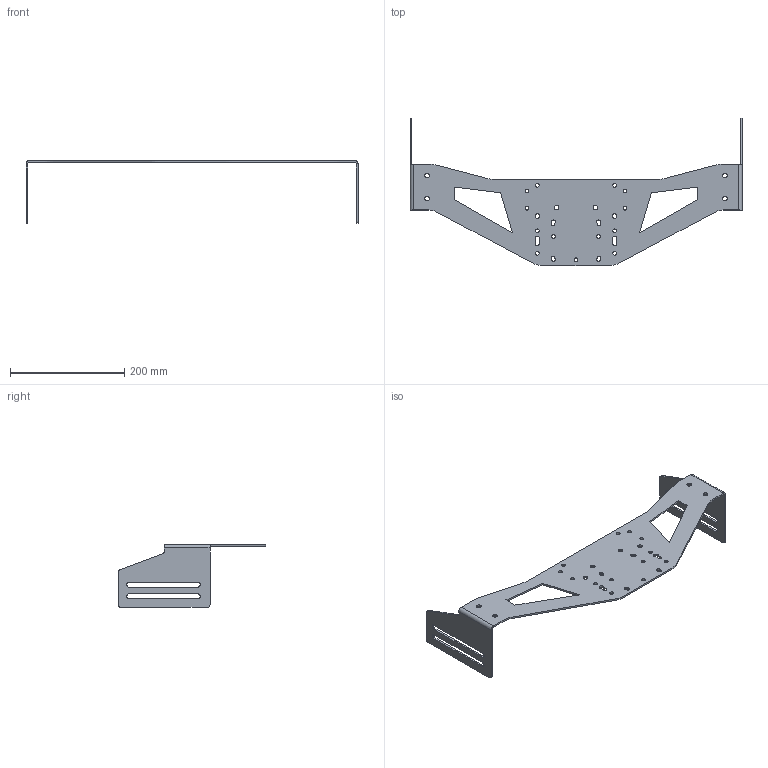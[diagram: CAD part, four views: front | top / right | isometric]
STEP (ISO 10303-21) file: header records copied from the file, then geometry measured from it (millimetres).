
FILE_DESCRIPTION (( 'STEP AP214' ), '1' );
FILE_NAME ('A814 Êðîíøòåéí äëÿ óñòàíîâêè áàçû ðóëÿ.STEP', '2025-06-04T12:38:28', ( '' ), ( '' ), 'SwSTEP 2.0', 'SolidWorks 2025', '' );
FILE_SCHEMA (( 'AUTOMOTIVE_DESIGN' ));
Length unit declared in the file: millimetre
Products named in the file (1): A814 Кронштейн для установки базы руля
Bounding box: 580 x 257.02 x 109.99 mm (x, y, z)
Volume: 249585.8 mm3; surface area: 179501.1 mm2
Topology: 1 solids, 1 shells, 153 faces, 437 edges, 286 vertices
Faces by surface type: cylinder 103, plane 48, bspline 2
Entity records: 5296 total; most frequent: CARTESIAN_POINT 975, DIRECTION 935, ORIENTED_EDGE 874, EDGE_CURVE 437, AXIS2_PLACEMENT_3D 354, VERTEX_POINT 286, VECTOR 227, LINE 227
